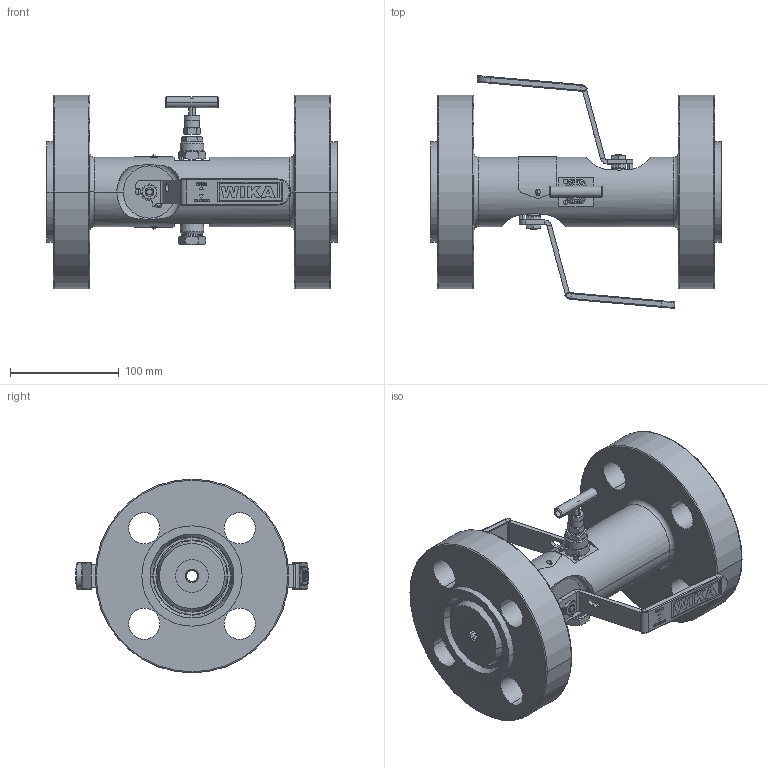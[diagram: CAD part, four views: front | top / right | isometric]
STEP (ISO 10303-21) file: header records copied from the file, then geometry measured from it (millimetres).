
FILE_DESCRIPTION((''),'2;1');
FILE_NAME('PRT0001','2022-02-14T',('BrunoR'),(''),'CREO PARAMETRIC BY PTC INC, 2015080','CREO PARAMETRIC BY PTC INC, 2015080','');
FILE_SCHEMA(('CONFIG_CONTROL_DESIGN'));
Length unit declared in the file: millimetre
Products named in the file (1): PRT0001
Bounding box: 267.4 x 213.48 x 177.8 mm (x, y, z)
Surface area: 230395.1 mm2 (no closed solid volume)
Topology: 0 solids, 86 shells, 504 faces, 2715 edges, 2272 vertices
Faces by surface type: plane 204, cylinder 126, cone 110, torus 50, sphere 14
Entity records: 27941 total; most frequent: CARTESIAN_POINT 7476, DIRECTION 3997, ORIENTED_EDGE 3562, EDGE_CURVE 2695, VERTEX_POINT 2268, VECTOR 1873, LINE 1873, AXIS2_PLACEMENT_3D 1062
